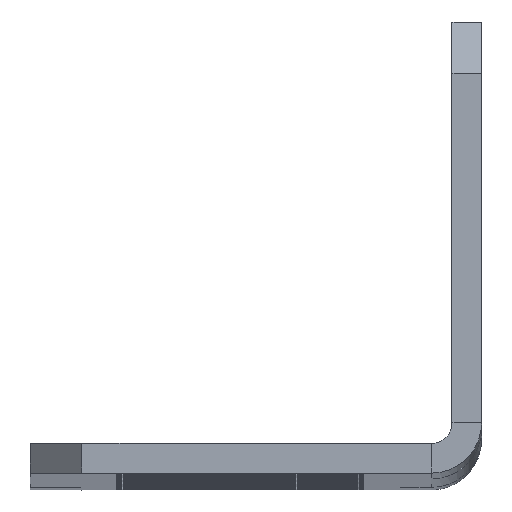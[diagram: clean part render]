
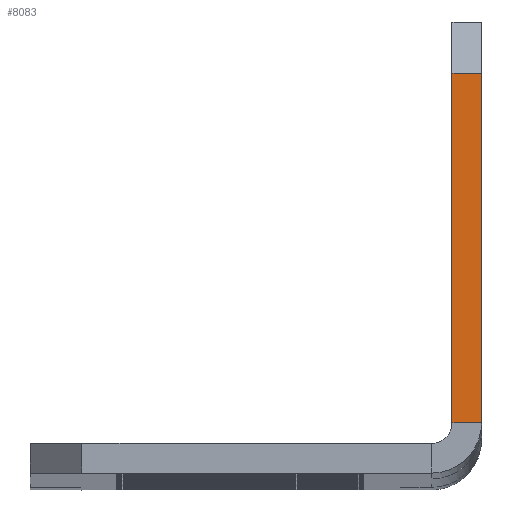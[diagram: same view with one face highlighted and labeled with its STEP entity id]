
A CAD part, top view. The second image highlights one B-rep face of the part: STEP entity #8083.
In plain terms, the highlighted planar face has unit normal (0, 0, 1).
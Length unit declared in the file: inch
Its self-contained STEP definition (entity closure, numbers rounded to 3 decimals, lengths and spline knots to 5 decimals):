
#936=PLANE('',#8648);
#1163=FACE_OUTER_BOUND('',#1558,.T.);
#1558=EDGE_LOOP('',(#6357,#6358,#6359,#6360));
#1908=LINE('',#12083,#2632);
#2173=LINE('',#13016,#2897);
#2203=LINE('',#13148,#2927);
#2204=LINE('',#13149,#2928);
#2632=VECTOR('',#9374,0.542);
#2897=VECTOR('',#10073,0.046);
#2927=VECTOR('',#10175,0.046);
#2928=VECTOR('',#10176,0.542);
#3969=VERTEX_POINT('',#12080);
#3970=VERTEX_POINT('',#12082);
#4364=VERTEX_POINT('',#13014);
#4384=VERTEX_POINT('',#13147);
#4675=EDGE_CURVE('',#3969,#3970,#1908,.T.);
#5117=EDGE_CURVE('',#3970,#4364,#2173,.T.);
#5162=EDGE_CURVE('',#3969,#4384,#2203,.T.);
#5163=EDGE_CURVE('',#4384,#4364,#2204,.T.);
#6357=ORIENTED_EDGE('',*,*,#4675,.F.);
#6358=ORIENTED_EDGE('',*,*,#5162,.T.);
#6359=ORIENTED_EDGE('',*,*,#5163,.T.);
#6360=ORIENTED_EDGE('',*,*,#5117,.F.);
#8083=ADVANCED_FACE('',(#1163),#936,.F.);
#8648=AXIS2_PLACEMENT_3D('',#13146,#10173,#10174);
#9374=DIRECTION('',(0.,1.,0.));
#10073=DIRECTION('',(1.,0.,0.));
#10173=DIRECTION('center_axis',(0.,0.,-1.));
#10174=DIRECTION('ref_axis',(-1.,0.,0.));
#10175=DIRECTION('',(1.,0.,0.));
#10176=DIRECTION('',(0.,1.,0.));
#12080=CARTESIAN_POINT('',(-0.046,0.078,0.));
#12082=CARTESIAN_POINT('',(-0.046,0.62,0.));
#12083=CARTESIAN_POINT('',(-0.046,0.078,0.));
#13014=CARTESIAN_POINT('',(0.,0.62,0.));
#13016=CARTESIAN_POINT('',(-0.046,0.62,0.));
#13146=CARTESIAN_POINT('Origin',(0.,0.7,
0.));
#13147=CARTESIAN_POINT('',(0.,0.078,0.));
#13148=CARTESIAN_POINT('',(-0.046,0.078,0.));
#13149=CARTESIAN_POINT('',(0.,0.078,0.));
